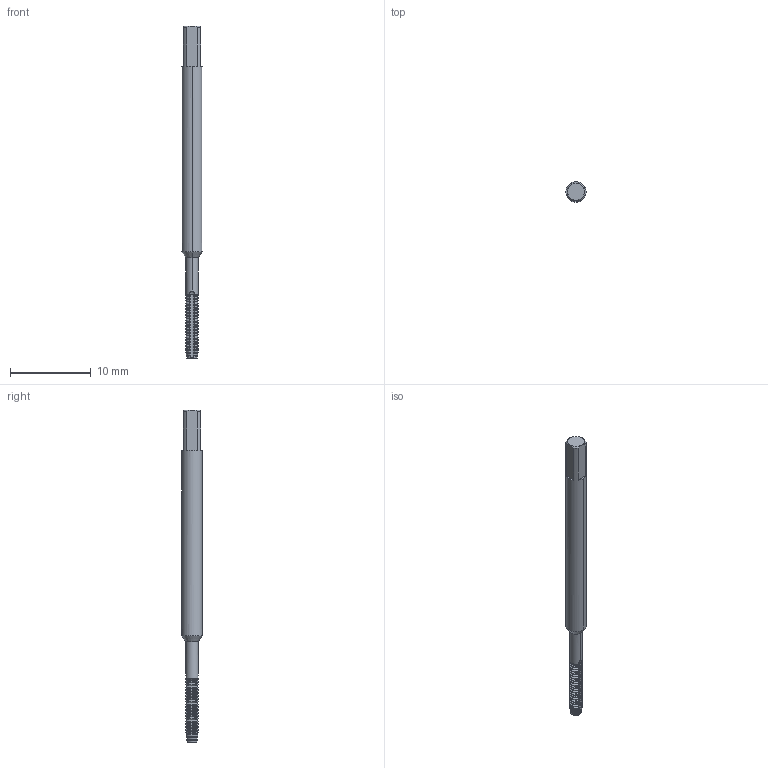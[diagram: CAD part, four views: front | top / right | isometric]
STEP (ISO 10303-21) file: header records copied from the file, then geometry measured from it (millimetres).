
FILE_DESCRIPTION(('no description'),'unknown implementation level');
FILE_NAME('solidQNM5gS5lqLnv_wj6zmjXwq7fULE_1.STP',' ',('CIM GmbH Aachen'),('CADClick - KiM GmbH - www.kimweb.de'),'unknown preprocess','ACIS','unknown authorization');
FILE_SCHEMA(('automotive_design'));
Length unit declared in the file: millimetre
Products named in the file (2): 1; 2
Bounding box: 2.5 x 2.5 x 41 mm (x, y, z)
Volume: 156.3 mm3; surface area: 363 mm2
Topology: 2 solids, 2 shells, 361 faces, 971 edges, 614 vertices
Faces by surface type: cone 196, cylinder 146, plane 17, torus 2
Entity records: 23678 total; most frequent: CARTESIAN_POINT 3895, STYLED_ITEM 1948, PRESENTATION_STYLE_ASSIGNMENT 1948, COLOUR_RGB 1948, ORIENTED_EDGE 1942, DIRECTION 1873, EDGE_CURVE 971, CURVE_STYLE 971
